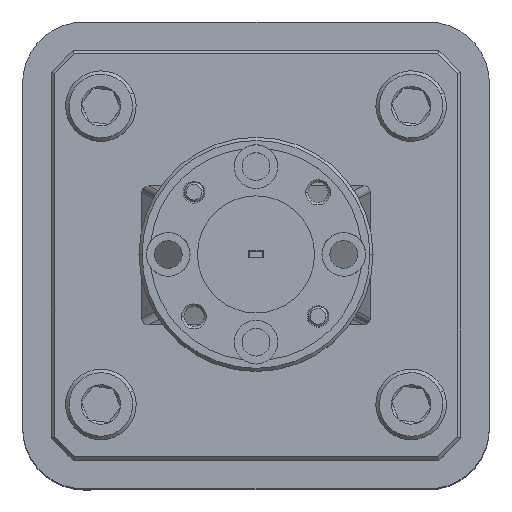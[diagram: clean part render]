
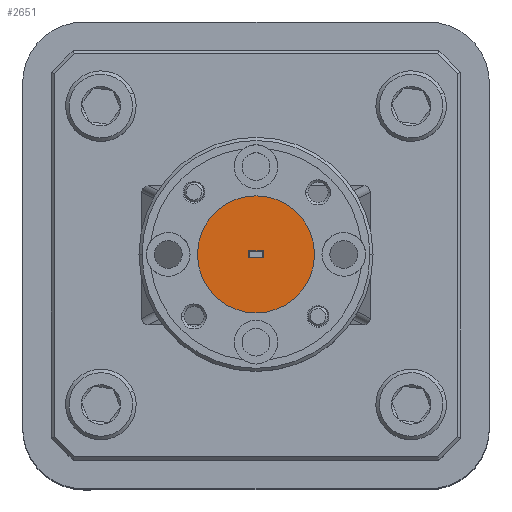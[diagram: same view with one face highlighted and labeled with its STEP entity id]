
A CAD part, top view. The second image highlights one B-rep face of the part: STEP entity #2651.
In plain terms, the highlighted planar face has unit normal (0, 0, 1).
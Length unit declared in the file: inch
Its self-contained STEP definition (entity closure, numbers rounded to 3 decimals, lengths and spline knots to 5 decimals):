
#724 = EDGE_LOOP ( 'NONE', ( #13948, #3312, #11832, #4063 ) ) ;
#734 = DIRECTION ( 'NONE',  ( 1., 0., 0. ) ) ;
#950 = CARTESIAN_POINT ( 'NONE',  ( -0.34721, -0.07197, 1.98031 ) ) ;
#1638 = CARTESIAN_POINT ( 'NONE',  ( -0.15971, -0.07195, 1.98031 ) ) ;
#1740 = VECTOR ( 'NONE', #11508, 39.37008 ) ;
#1892 = ORIENTED_EDGE ( 'NONE', *, *, #8493, .T. ) ;
#2527 = VERTEX_POINT ( 'NONE', #10815 ) ;
#2651 = ADVANCED_FACE ( 'NONE', ( #10464, #10602 ), #5046, .T. ) ;
#2683 = CIRCLE ( 'NONE', #8815, 0.1875 ) ;
#2996 = VERTEX_POINT ( 'NONE', #3025 ) ;
#3025 = CARTESIAN_POINT ( 'NONE',  ( -0.18121, -0.06121, 1.98031 ) ) ;
#3063 = DIRECTION ( 'NONE',  ( 0., 0., 1. ) ) ;
#3090 = CARTESIAN_POINT ( 'NONE',  ( -0.18121, -0.08271, 1.98031 ) ) ;
#3206 = LINE ( 'NONE', #8746, #5115 ) ;
#3312 = ORIENTED_EDGE ( 'NONE', *, *, #8709, .F. ) ;
#3921 = LINE ( 'NONE', #4837, #10564 ) ;
#3926 = VERTEX_POINT ( 'NONE', #13580 ) ;
#4063 = ORIENTED_EDGE ( 'NONE', *, *, #7831, .F. ) ;
#4655 = AXIS2_PLACEMENT_3D ( 'NONE', #1638, #5976, #13381 ) ;
#4724 = CARTESIAN_POINT ( 'NONE',  ( -0.13821, -0.0612, 1.98031 ) ) ;
#4837 = CARTESIAN_POINT ( 'NONE',  ( -0.18121, -0.06121, 1.98031 ) ) ;
#5044 = EDGE_LOOP ( 'NONE', ( #12777, #1892 ) ) ;
#5046 = PLANE ( 'NONE',  #5371 ) ;
#5115 = VECTOR ( 'NONE', #7814, 39.37008 ) ;
#5371 = AXIS2_PLACEMENT_3D ( 'NONE', #12665, #3063, #7394 ) ;
#5512 = DIRECTION ( 'NONE',  ( 1., 0., 0. ) ) ;
#5976 = DIRECTION ( 'NONE',  ( 0., 0., 1. ) ) ;
#6108 = VERTEX_POINT ( 'NONE', #950 ) ;
#6291 = CARTESIAN_POINT ( 'NONE',  ( -0.15971, -0.07195, 1.98031 ) ) ;
#7242 = VERTEX_POINT ( 'NONE', #13418 ) ;
#7394 = DIRECTION ( 'NONE',  ( 1., 0., 0. ) ) ;
#7566 = EDGE_CURVE ( 'NONE', #2527, #6108, #10799, .T. ) ;
#7573 = EDGE_CURVE ( 'NONE', #2996, #3926, #3921, .T. ) ;
#7814 = DIRECTION ( 'NONE',  ( -1., 0., 0. ) ) ;
#7831 = EDGE_CURVE ( 'NONE', #12528, #2996, #3206, .T. ) ;
#8032 = CARTESIAN_POINT ( 'NONE',  ( -0.13821, -0.0827, 1.98031 ) ) ;
#8493 = EDGE_CURVE ( 'NONE', #6108, #2527, #2683, .T. ) ;
#8709 = EDGE_CURVE ( 'NONE', #3926, #7242, #10986, .T. ) ;
#8746 = CARTESIAN_POINT ( 'NONE',  ( -0.13821, -0.0612, 1.98031 ) ) ;
#8815 = AXIS2_PLACEMENT_3D ( 'NONE', #6291, #9425, #734 ) ;
#9180 = DIRECTION ( 'NONE',  ( 0., -1., 0. ) ) ;
#9425 = DIRECTION ( 'NONE',  ( 0., 0., 1. ) ) ;
#10243 = LINE ( 'NONE', #8032, #1740 ) ;
#10464 = FACE_OUTER_BOUND ( 'NONE', #5044, .T. ) ;
#10564 = VECTOR ( 'NONE', #9180, 39.37008 ) ;
#10602 = FACE_BOUND ( 'NONE', #724, .T. ) ;
#10799 = CIRCLE ( 'NONE', #4655, 0.1875 ) ;
#10815 = CARTESIAN_POINT ( 'NONE',  ( 0.02779, -0.07194, 1.98031 ) ) ;
#10986 = LINE ( 'NONE', #3090, #11962 ) ;
#11508 = DIRECTION ( 'NONE',  ( 0., 1., 0. ) ) ;
#11832 = ORIENTED_EDGE ( 'NONE', *, *, #7573, .F. ) ;
#11962 = VECTOR ( 'NONE', #5512, 39.37008 ) ;
#12528 = VERTEX_POINT ( 'NONE', #4724 ) ;
#12665 = CARTESIAN_POINT ( 'NONE',  ( -0.15971, -0.07195, 1.98031 ) ) ;
#12777 = ORIENTED_EDGE ( 'NONE', *, *, #7566, .T. ) ;
#12974 = EDGE_CURVE ( 'NONE', #7242, #12528, #10243, .T. ) ;
#13381 = DIRECTION ( 'NONE',  ( 1., 0., 0. ) ) ;
#13418 = CARTESIAN_POINT ( 'NONE',  ( -0.13821, -0.0827, 1.98031 ) ) ;
#13580 = CARTESIAN_POINT ( 'NONE',  ( -0.18121, -0.08271, 1.98031 ) ) ;
#13948 = ORIENTED_EDGE ( 'NONE', *, *, #12974, .F. ) ;
